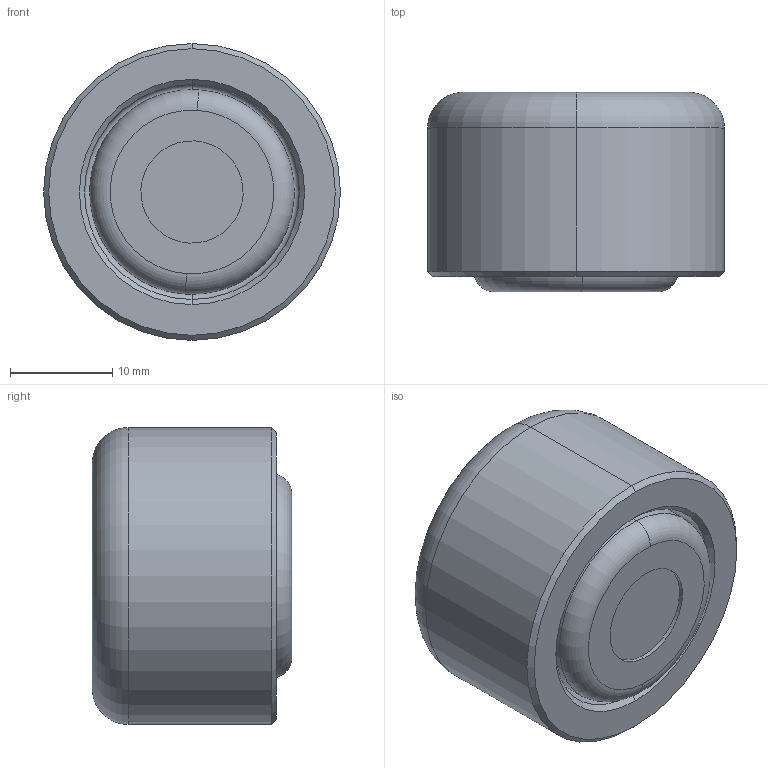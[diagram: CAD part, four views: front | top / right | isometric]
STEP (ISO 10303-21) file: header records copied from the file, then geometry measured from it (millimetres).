
FILE_DESCRIPTION (( 'STEP AP214' ), '1' );
FILE_NAME ('098d030eg.STEP', '2014-08-11T12:12:14', ( '' ), ( '' ), 'SwSTEP 2.0', 'SolidWorks 2014', '' );
FILE_SCHEMA (( 'AUTOMOTIVE_DESIGN' ));
Length unit declared in the file: millimetre
Products named in the file (3): 098dg030_Standard; 098d030e_Standard; 098d030eg
Assembly tree (2 placements, depth 2):
  098d030eg
    098d030e_Standard
    098dg030_Standard
Bounding box: 29 x 19.5 x 29 mm (x, y, z)
Volume: 9661.7 mm3; surface area: 4727.6 mm2
Topology: 2 solids, 2 shells, 51 faces, 98 edges, 57 vertices
Faces by surface type: torus 18, cylinder 16, plane 9, cone 6, sphere 2
Entity records: 1594 total; most frequent: DIRECTION 286, CARTESIAN_POINT 211, ORIENTED_EDGE 196, AXIS2_PLACEMENT_3D 132, EDGE_CURVE 98, CIRCLE 76, EDGE_LOOP 57, VERTEX_POINT 57
